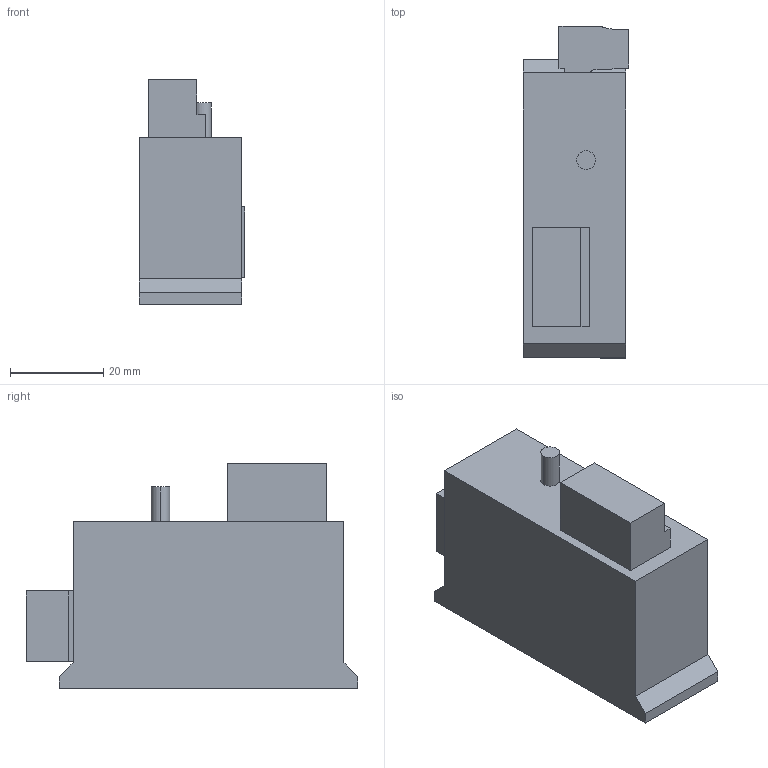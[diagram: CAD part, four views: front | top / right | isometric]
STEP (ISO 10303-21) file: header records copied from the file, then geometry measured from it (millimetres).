
FILE_DESCRIPTION (( 'STEP AP214' ), '1' );
FILE_NAME ('48250082.step', '2018-06-04T13:10:48', ( '' ), ( '' ), 'SwSTEP 2.0', 'SolidWorks 2017', '' );
FILE_SCHEMA (( 'AUTOMOTIVE_DESIGN' ));
Length unit declared in the file: inch
Products named in the file (1): 48250082
Bounding box: 22.67 x 71.3 x 48.3 mm (x, y, z)
Volume: 50607.3 mm3; surface area: 11194.3 mm2
Topology: 1 solids, 1 shells, 139 faces, 352 edges, 230 vertices
Faces by surface type: plane 123, cylinder 16
Entity records: 5965 total; most frequent: CARTESIAN_POINT 722, ORIENTED_EDGE 704, DIRECTION 676, EDGE_CURVE 352, LINE 308, VECTOR 308, VERTEX_POINT 230, AXIS2_PLACEMENT_3D 184
